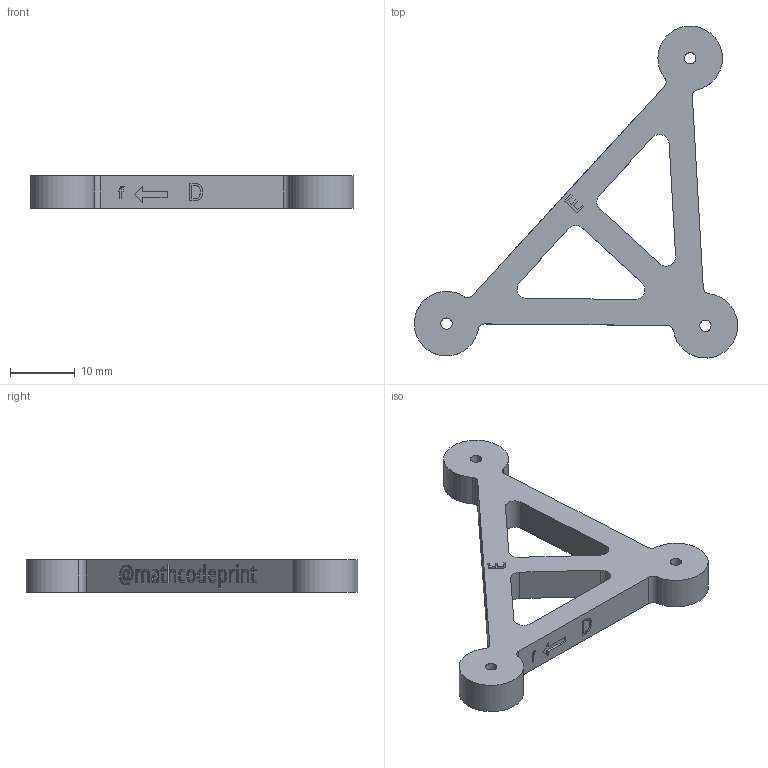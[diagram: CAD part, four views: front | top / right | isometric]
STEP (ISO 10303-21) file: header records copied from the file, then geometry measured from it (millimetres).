
FILE_DESCRIPTION(('FreeCAD Model'),'2;1');
FILE_NAME( 'Coupler.step', '2018-12-21T09:32:54',('kicad StepUp'),('ksu MCAD'), 'Open CASCADE STEP processor 7.3','FreeCAD','Unknown');
FILE_SCHEMA(('AUTOMOTIVE_DESIGN { 1 0 10303 214 1 1 1 1 }'));
Length unit declared in the file: millimetre
Products named in the file (1): Coupler
Bounding box: 50.09 x 51.42 x 5 mm (x, y, z)
Volume: 3668.7 mm3; surface area: 3049.4 mm2
Topology: 1 solids, 1 shells, 617 faces, 1759 edges, 1174 vertices
Faces by surface type: extrusion 402, plane 197, cylinder 18
Full cylindrical faces by diameter (mm): 1.75 x3
Entity records: 20616 total; most frequent: CARTESIAN_POINT 6029, ORIENTED_EDGE 3518, DIRECTION 1829, EDGE_CURVE 1759, VECTOR 1317, B_SPLINE_CURVE_WITH_KNOTS 1206, VERTEX_POINT 1174, LINE 915
